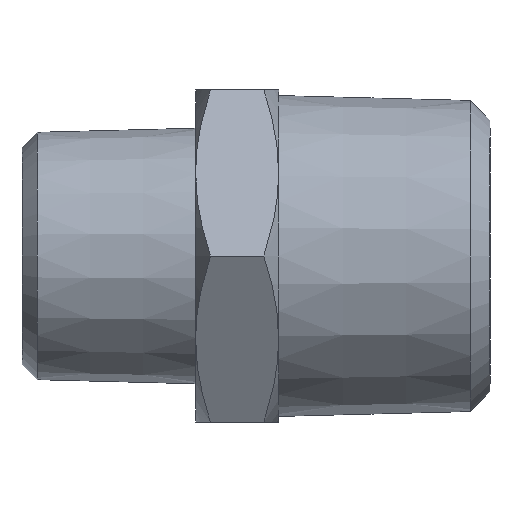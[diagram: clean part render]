
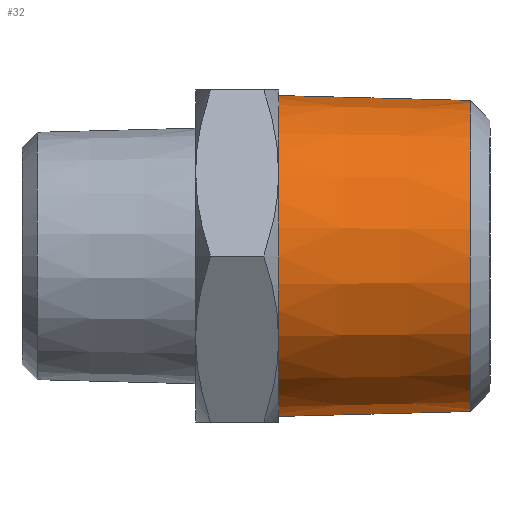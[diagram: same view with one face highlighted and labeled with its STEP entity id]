
A CAD part, left-side view. The second image highlights one B-rep face of the part: STEP entity #32.
In plain terms, the highlighted conical face has half-angle 1.47 degrees and reference radius 10.626 mm.
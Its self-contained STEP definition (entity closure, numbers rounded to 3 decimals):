
#32 = ADVANCED_FACE ( 'NONE', ( #127 ), #145, .T. ) ;
#34 = ORIENTED_EDGE ( 'NONE', *, *, #169, .T. ) ;
#35 = ORIENTED_EDGE ( 'NONE', *, *, #480, .T. ) ;
#36 = ORIENTED_EDGE ( 'NONE', *, *, #38, .F. ) ;
#37 = ORIENTED_EDGE ( 'NONE', *, *, #494, .F. ) ;
#38 = EDGE_CURVE ( 'NONE', #484, #482, #122, .T. ) ;
#112 = DIRECTION ( 'NONE',  ( 0., 1., 0. ) ) ;
#113 = AXIS2_PLACEMENT_3D ( 'NONE', #124, #112, #123 ) ;
#122 = CIRCLE ( 'NONE', #133, 10.3 ) ;
#123 = DIRECTION ( 'NONE',  ( 0., 0., 1. ) ) ;
#124 = CARTESIAN_POINT ( 'NONE',  ( 0., -2.75, 0. ) ) ;
#127 = FACE_OUTER_BOUND ( 'NONE', #174, .T. ) ;
#130 = DIRECTION ( 'NONE',  ( 0., 0., -1. ) ) ;
#131 = DIRECTION ( 'NONE',  ( 0., -1., 0. ) ) ;
#132 = CARTESIAN_POINT ( 'NONE',  ( 0., -15.45, 0. ) ) ;
#133 = AXIS2_PLACEMENT_3D ( 'NONE', #132, #131, #130 ) ;
#145 = CONICAL_SURFACE ( 'NONE', #113, 10.626, 0.026 ) ;
#169 = EDGE_CURVE ( 'NONE', #473, #493, #323, .T. ) ;
#174 = EDGE_LOOP ( 'NONE', ( #37, #36, #35, #34 ) ) ;
#316 = DIRECTION ( 'NONE',  ( 0., -1., 0. ) ) ;
#317 = CARTESIAN_POINT ( 'NONE',  ( 0., -2.75, 0. ) ) ;
#318 = AXIS2_PLACEMENT_3D ( 'NONE', #317, #316, #341 ) ;
#323 = CIRCLE ( 'NONE', #318, 10.626 ) ;
#341 = DIRECTION ( 'NONE',  ( 0., 0., -1. ) ) ;
#473 = VERTEX_POINT ( 'NONE', #831 ) ;
#480 = EDGE_CURVE ( 'NONE', #484, #473, #861, .T. ) ;
#482 = VERTEX_POINT ( 'NONE', #868 ) ;
#484 = VERTEX_POINT ( 'NONE', #863 ) ;
#493 = VERTEX_POINT ( 'NONE', #886 ) ;
#494 = EDGE_CURVE ( 'NONE', #482, #493, #896, .T. ) ;
#831 = CARTESIAN_POINT ( 'NONE',  ( 0., -2.75, 10.626 ) ) ;
#861 = LINE ( 'NONE', #867, #866 ) ;
#863 = CARTESIAN_POINT ( 'NONE',  ( 0., -15.45, 10.3 ) ) ;
#865 = DIRECTION ( 'NONE',  ( 0., 1., 0.026 ) ) ;
#866 = VECTOR ( 'NONE', #865, 1000. ) ;
#867 = CARTESIAN_POINT ( 'NONE',  ( 0., -2.75, 10.626 ) ) ;
#868 = CARTESIAN_POINT ( 'NONE',  ( 0., -15.45, -10.3 ) ) ;
#886 = CARTESIAN_POINT ( 'NONE',  ( 0., -2.75, -10.626 ) ) ;
#894 = DIRECTION ( 'NONE',  ( 0., 1., -0.026 ) ) ;
#895 = CARTESIAN_POINT ( 'NONE',  ( 0., -2.75, -10.626 ) ) ;
#896 = LINE ( 'NONE', #895, #898 ) ;
#898 = VECTOR ( 'NONE', #894, 1000. ) ;
